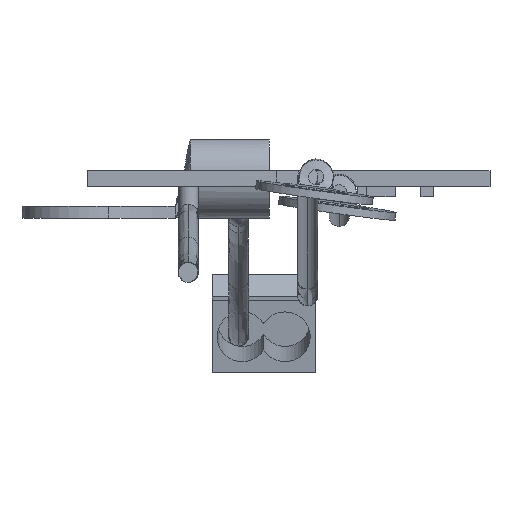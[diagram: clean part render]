
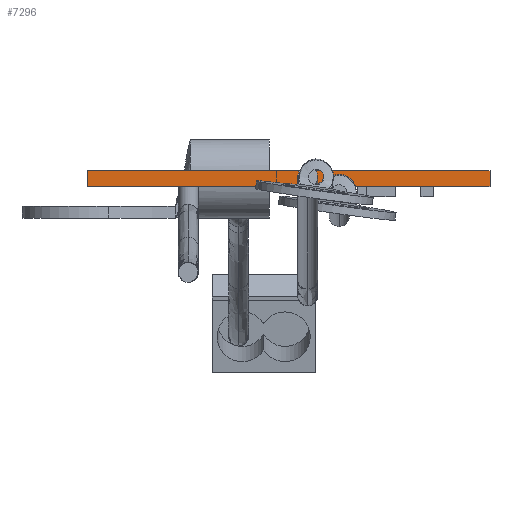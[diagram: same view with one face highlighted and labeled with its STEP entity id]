
A CAD part, top view. The second image highlights one B-rep face of the part: STEP entity #7296.
In plain terms, the highlighted planar face has unit normal (0, 0, 1).
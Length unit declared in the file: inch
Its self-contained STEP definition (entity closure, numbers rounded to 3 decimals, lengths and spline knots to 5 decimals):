
#59 = EDGE_CURVE ( 'NONE', #724, #945, #900, .T. ) ;
#95 = EDGE_CURVE ( 'NONE', #967, #724, #971, .T. ) ;
#179 = EDGE_CURVE ( 'NONE', #967, #703, #1068, .T. ) ;
#367 = DIRECTION ( 'NONE',  ( 0., 1., 0. ) ) ;
#370 = CARTESIAN_POINT ( 'NONE',  ( -0.8, 0.03125, 0.6 ) ) ;
#652 = VECTOR ( 'NONE', #5375, 39.37008 ) ;
#703 = VERTEX_POINT ( 'NONE', #4558 ) ;
#724 = VERTEX_POINT ( 'NONE', #4602 ) ;
#900 = LINE ( 'NONE', #7759, #5853 ) ;
#945 = VERTEX_POINT ( 'NONE', #4507 ) ;
#967 = VERTEX_POINT ( 'NONE', #4489 ) ;
#971 = LINE ( 'NONE', #3069, #5810 ) ;
#1068 = LINE ( 'NONE', #370, #6044 ) ;
#1581 = PLANE ( 'NONE',  #3682 ) ;
#1582 = CARTESIAN_POINT ( 'NONE',  ( -0.8, 0.03125, 0.6 ) ) ;
#1583 = DIRECTION ( 'NONE',  ( 0., 0., -1. ) ) ;
#1584 = DIRECTION ( 'NONE',  ( -1., 0., 0. ) ) ;
#2880 = EDGE_LOOP ( 'NONE', ( #2975, #2981, #2974, #2980 ) ) ;
#2974 = ORIENTED_EDGE ( 'NONE', *, *, #179, .F. ) ;
#2975 = ORIENTED_EDGE ( 'NONE', *, *, #59, .T. ) ;
#2980 = ORIENTED_EDGE ( 'NONE', *, *, #95, .T. ) ;
#2981 = ORIENTED_EDGE ( 'NONE', *, *, #4196, .F. ) ;
#3068 = DIRECTION ( 'NONE',  ( 1., 0., 0. ) ) ;
#3069 = CARTESIAN_POINT ( 'NONE',  ( 0.74, -0.03125, 0.6 ) ) ;
#3682 = AXIS2_PLACEMENT_3D ( 'NONE', #1582, #1583, #1584 ) ;
#4196 = EDGE_CURVE ( 'NONE', #703, #945, #6387, .T. ) ;
#4489 = CARTESIAN_POINT ( 'NONE',  ( -0.8, -0.03125, 0.6 ) ) ;
#4507 = CARTESIAN_POINT ( 'NONE',  ( 0.8, 0.03125, 0.6 ) ) ;
#4558 = CARTESIAN_POINT ( 'NONE',  ( -0.8, 0.03125, 0.6 ) ) ;
#4602 = CARTESIAN_POINT ( 'NONE',  ( 0.8, -0.03125, 0.6 ) ) ;
#5374 = CARTESIAN_POINT ( 'NONE',  ( -0.8, 0.03125, 0.6 ) ) ;
#5375 = DIRECTION ( 'NONE',  ( 1., 0., 0. ) ) ;
#5810 = VECTOR ( 'NONE', #3068, 39.37008 ) ;
#5853 = VECTOR ( 'NONE', #7757, 39.37008 ) ;
#6044 = VECTOR ( 'NONE', #367, 39.37008 ) ;
#6387 = LINE ( 'NONE', #5374, #652 ) ;
#6391 = FACE_OUTER_BOUND ( 'NONE', #2880, .T. ) ;
#7296 = ADVANCED_FACE ( 'NONE', ( #6391 ), #1581, .F. ) ;
#7757 = DIRECTION ( 'NONE',  ( 0., 1., 0. ) ) ;
#7759 = CARTESIAN_POINT ( 'NONE',  ( 0.8, 0.03125, 0.6 ) ) ;
